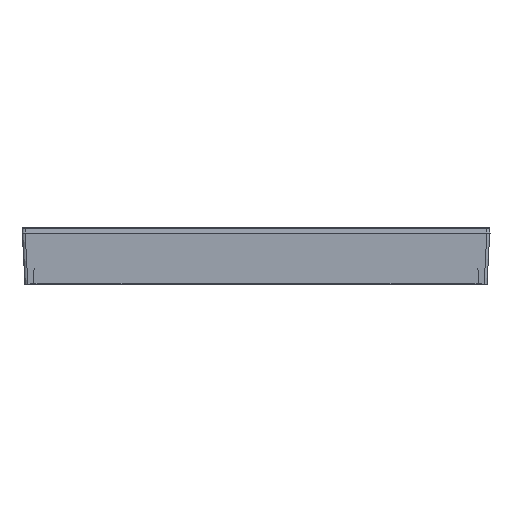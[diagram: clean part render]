
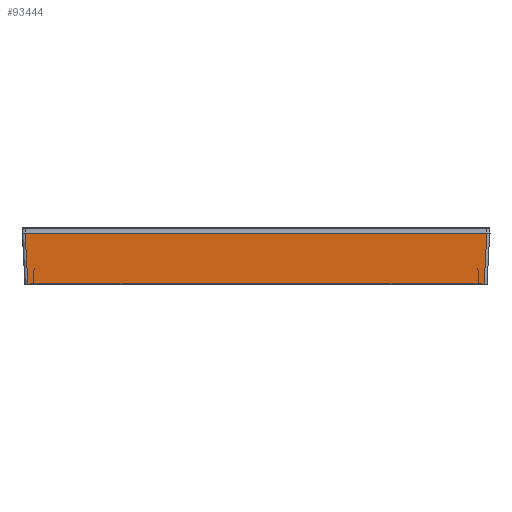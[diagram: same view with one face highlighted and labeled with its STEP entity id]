
A CAD part, left-side view. The second image highlights one B-rep face of the part: STEP entity #93444.
In plain terms, the highlighted face is planar.
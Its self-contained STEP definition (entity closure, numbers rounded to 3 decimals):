
#249=CARTESIAN_POINT('',(-40.228,0.,39.729));
#330=DIRECTION('',(0.052,-0.997,-0.052));
#331=VECTOR('',#330,9.025);
#332=CARTESIAN_POINT('',(-40.7,9.,40.201));
#333=LINE('78119',#332,#331);
#337=DIRECTION('',(0.,0.,1.));
#338=VECTOR('',#337,79.458);
#339=CARTESIAN_POINT('',(-40.228,0.,-39.729));
#340=LINE('78121',#339,#338);
#344=DIRECTION('',(0.052,-0.997,0.052));
#345=VECTOR('',#344,9.025);
#346=CARTESIAN_POINT('',(-40.7,9.,-40.201));
#347=LINE('78138',#346,#345);
#434=DIRECTION('',(0.,0.,1.));
#435=VECTOR('',#434,80.401);
#436=CARTESIAN_POINT('',(-40.7,9.,-40.201));
#437=LINE('78123',#436,#435);
#86616=VERTEX_POINT('',#249);
#86620=CARTESIAN_POINT('',(-40.7,9.,40.201));
#86621=VERTEX_POINT('',#86620);
#86624=CARTESIAN_POINT('',(-40.228,0.,-39.729));
#86625=VERTEX_POINT('',#86624);
#86628=CARTESIAN_POINT('',(-40.7,9.,-40.201));
#86629=VERTEX_POINT('',#86628);
#93431=CARTESIAN_POINT('',(-40.7,9.,-40.7));
#93432=DIRECTION('',(0.999,0.052,0.));
#93433=DIRECTION('',(0.,0.,1.));
#93434=AXIS2_PLACEMENT_3D('',#93431,#93432,#93433);
#93435=PLANE('23620',#93434);
#93436=ORIENTED_EDGE('78119',*,*,#93422,.T.);
#93437=ORIENTED_EDGE('78121',*,*,#93393,.F.);
#93439=ORIENTED_EDGE('78138',*,*,#93438,.F.);
#93441=ORIENTED_EDGE('78123',*,*,#93440,.T.);
#93442=EDGE_LOOP('23620',(#93436,#93437,#93439,#93441));
#93443=FACE_OUTER_BOUND('23620',#93442,.F.);
#93444=ADVANCED_FACE('23620',(#93443),#93435,.F.);
#93393=EDGE_CURVE('78121',#86625,#86616,#340,.T.);
#93422=EDGE_CURVE('78119',#86621,#86616,#333,.T.);
#93438=EDGE_CURVE('78138',#86629,#86625,#347,.T.);
#93440=EDGE_CURVE('78123',#86629,#86621,#437,.T.);
